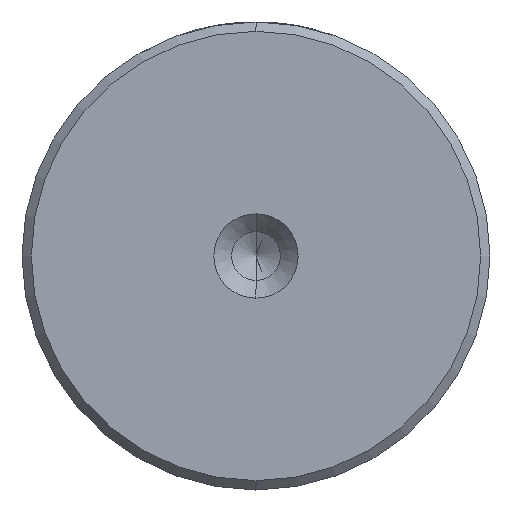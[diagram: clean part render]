
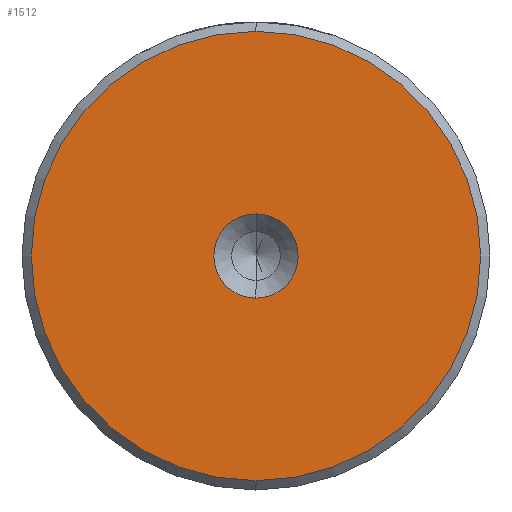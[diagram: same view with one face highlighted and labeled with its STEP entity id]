
A CAD part, left-side view. The second image highlights one B-rep face of the part: STEP entity #1512.
In plain terms, the highlighted planar face has unit normal (-1, 0, 0).
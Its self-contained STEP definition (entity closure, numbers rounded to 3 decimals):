
#19 = EDGE_CURVE ( 'NONE', #2015, #801, #74, .T. ) ;
#74 = CIRCLE ( 'NONE', #412, 2.25 ) ;
#75 = FACE_OUTER_BOUND ( 'NONE', #2507, .T. ) ;
#97 = DIRECTION ( 'NONE',  ( 0., 0., 1. ) ) ;
#256 = VERTEX_POINT ( 'NONE', #2018 ) ;
#333 = DIRECTION ( 'NONE',  ( -1., 0., 0. ) ) ;
#412 = AXIS2_PLACEMENT_3D ( 'NONE', #1438, #2783, #605 ) ;
#417 = ORIENTED_EDGE ( 'NONE', *, *, #888, .T. ) ;
#474 = AXIS2_PLACEMENT_3D ( 'NONE', #1794, #333, #2036 ) ;
#569 = EDGE_CURVE ( 'NONE', #256, #964, #2426, .T. ) ;
#605 = DIRECTION ( 'NONE',  ( 0., 0., 1. ) ) ;
#726 = CARTESIAN_POINT ( 'NONE',  ( 0., 0., 2.25 ) ) ;
#801 = VERTEX_POINT ( 'NONE', #2474 ) ;
#843 = CARTESIAN_POINT ( 'NONE',  ( 0., 0., -12. ) ) ;
#888 = EDGE_CURVE ( 'NONE', #964, #256, #2323, .T. ) ;
#892 = PLANE ( 'NONE',  #2500 ) ;
#964 = VERTEX_POINT ( 'NONE', #843 ) ;
#1147 = CARTESIAN_POINT ( 'NONE',  ( 0., 0., 0. ) ) ;
#1337 = DIRECTION ( 'NONE',  ( -1., 0., 0. ) ) ;
#1393 = DIRECTION ( 'NONE',  ( 0., 0., 1. ) ) ;
#1438 = CARTESIAN_POINT ( 'NONE',  ( 0., 0., 0. ) ) ;
#1512 = ADVANCED_FACE ( 'NONE', ( #75, #1919 ), #892, .T. ) ;
#1564 = DIRECTION ( 'NONE',  ( -1., 0., 0. ) ) ;
#1574 = ORIENTED_EDGE ( 'NONE', *, *, #569, .T. ) ;
#1669 = EDGE_CURVE ( 'NONE', #801, #2015, #2120, .T. ) ;
#1701 = EDGE_LOOP ( 'NONE', ( #1843, #2021 ) ) ;
#1794 = CARTESIAN_POINT ( 'NONE',  ( 0., 0., 0. ) ) ;
#1843 = ORIENTED_EDGE ( 'NONE', *, *, #19, .F. ) ;
#1919 = FACE_BOUND ( 'NONE', #1701, .T. ) ;
#1920 = AXIS2_PLACEMENT_3D ( 'NONE', #2774, #1337, #3017 ) ;
#2015 = VERTEX_POINT ( 'NONE', #726 ) ;
#2018 = CARTESIAN_POINT ( 'NONE',  ( 0., 0., 12. ) ) ;
#2021 = ORIENTED_EDGE ( 'NONE', *, *, #1669, .F. ) ;
#2036 = DIRECTION ( 'NONE',  ( 0., 0., 1. ) ) ;
#2120 = CIRCLE ( 'NONE', #474, 2.25 ) ;
#2323 = CIRCLE ( 'NONE', #3000, 12. ) ;
#2426 = CIRCLE ( 'NONE', #1920, 12. ) ;
#2474 = CARTESIAN_POINT ( 'NONE',  ( 0., 0., -2.25 ) ) ;
#2500 = AXIS2_PLACEMENT_3D ( 'NONE', #1147, #3056, #1393 ) ;
#2507 = EDGE_LOOP ( 'NONE', ( #417, #1574 ) ) ;
#2774 = CARTESIAN_POINT ( 'NONE',  ( 0., 0., 0. ) ) ;
#2783 = DIRECTION ( 'NONE',  ( -1., 0., 0. ) ) ;
#2996 = CARTESIAN_POINT ( 'NONE',  ( 0., 0., 0. ) ) ;
#3000 = AXIS2_PLACEMENT_3D ( 'NONE', #2996, #1564, #97 ) ;
#3017 = DIRECTION ( 'NONE',  ( 0., 0., 1. ) ) ;
#3056 = DIRECTION ( 'NONE',  ( -1., 0., 0. ) ) ;
